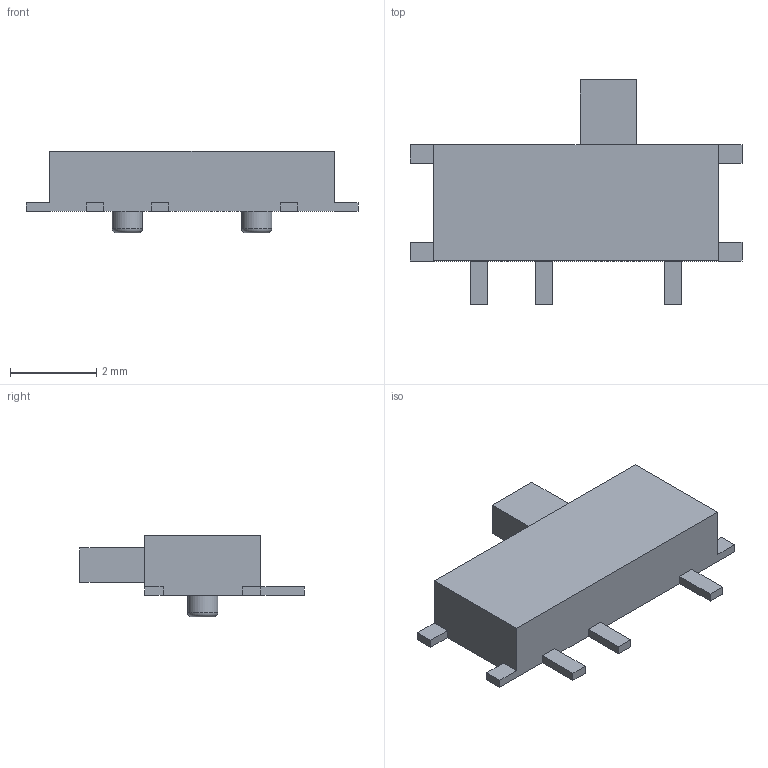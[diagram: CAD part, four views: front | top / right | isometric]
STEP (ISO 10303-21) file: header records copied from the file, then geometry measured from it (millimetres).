
FILE_DESCRIPTION(/* description */ (''),/* implementation_level */ '2;1');
FILE_NAME(/* name */ 'G-Switch MK-12C02-Gxxx.step',/* time_stamp */ '2022-09-22T16:26:53+09:00',/* author */ (''),/* organization */ (''),/* preprocessor_version */ 'ST-DEVELOPER v19',/* originating_system */ 'Autodesk Translation Framework v11.7.0.108',/* authorisation */ '');
FILE_SCHEMA (('AUTOMOTIVE_DESIGN { 1 0 10303 214 3 1 1 }'));
Length unit declared in the file: millimetre
Products named in the file (4): G-Switch MK-12C02-Gxxx; body; Terminals; knob
Assembly tree (3 placements, depth 2):
  G-Switch MK-12C02-Gxxx
    body
    Terminals
    knob
Bounding box: 7.7 x 5.2 x 1.9 mm (x, y, z)
Volume: 27.3 mm3; surface area: 78.9 mm2
Topology: 5 solids, 5 shells, 48 faces, 108 edges, 72 vertices
Faces by surface type: plane 44, torus 2, cylinder 2
Full cylindrical faces by diameter (mm): 0.7 x2
Entity records: 1458 total; most frequent: CARTESIAN_POINT 235, DIRECTION 228, ORIENTED_EDGE 216, EDGE_CURVE 108, LINE 98, VECTOR 98, VERTEX_POINT 72, AXIS2_PLACEMENT_3D 65
